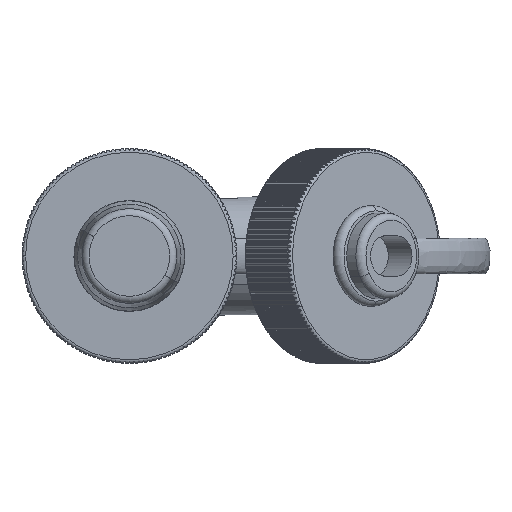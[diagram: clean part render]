
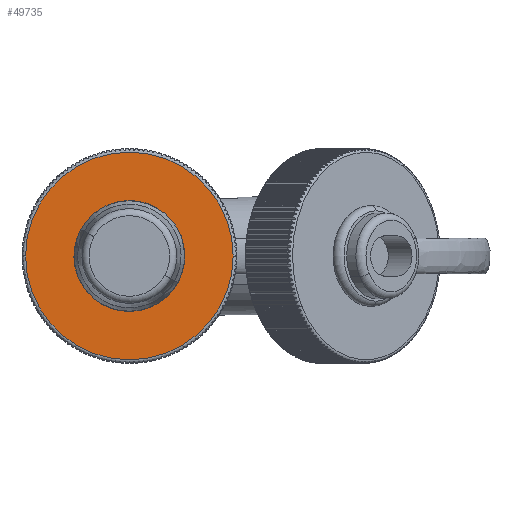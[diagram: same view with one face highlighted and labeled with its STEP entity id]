
A CAD part, front view. The second image highlights one B-rep face of the part: STEP entity #49735.
In plain terms, the highlighted planar face has unit normal (0, -1, 0).
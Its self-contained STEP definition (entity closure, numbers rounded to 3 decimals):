
#20071=CARTESIAN_POINT('Vertex',(-14.5,-22.9,0.)) ;
#20074=CARTESIAN_POINT('Axis2P3D Location',(0.,-22.9,0.)) ;
#20078=CARTESIAN_POINT('Vertex',(14.5,-22.9,0.)) ;
#39679=CARTESIAN_POINT('Axis2P3D Location',(0.,-22.9,0.)) ;
#49708=CARTESIAN_POINT('Axis2P3D Location',(-8.65,-22.9,0.)) ;
#49717=CARTESIAN_POINT('Axis2P3D Location',(0.,-22.9,0.)) ;
#49721=CARTESIAN_POINT('Vertex',(6.362,-22.9,-3.476)) ;
#49723=CARTESIAN_POINT('Vertex',(-6.362,-22.9,3.476)) ;
#49726=CARTESIAN_POINT('Axis2P3D Location',(0.,-22.9,0.)) ;
#20075=DIRECTION('Axis2P3D Direction',(0.,-1.,0.)) ;
#39680=DIRECTION('Axis2P3D Direction',(0.,-1.,0.)) ;
#49709=DIRECTION('Axis2P3D Direction',(0.,-1.,0.)) ;
#49710=DIRECTION('Axis2P3D XDirection',(0.,0.,-1.)) ;
#49718=DIRECTION('Axis2P3D Direction',(0.,-1.,0.)) ;
#49727=DIRECTION('Axis2P3D Direction',(0.,-1.,0.)) ;
#20076=AXIS2_PLACEMENT_3D('Circle Axis2P3D',#20074,#20075,$) ;
#39681=AXIS2_PLACEMENT_3D('Circle Axis2P3D',#39679,#39680,$) ;
#49711=AXIS2_PLACEMENT_3D('Plane Axis2P3D',#49708,#49709,#49710) ;
#49719=AXIS2_PLACEMENT_3D('Circle Axis2P3D',#49717,#49718,$) ;
#49728=AXIS2_PLACEMENT_3D('Circle Axis2P3D',#49726,#49727,$) ;
#20077=CIRCLE('generated circle',#20076,14.5) ;
#39682=CIRCLE('generated circle',#39681,14.5) ;
#49720=CIRCLE('generated circle',#49719,7.25) ;
#49729=CIRCLE('generated circle',#49728,7.25) ;
#49712=PLANE('',#49711) ;
#49734=FACE_BOUND('',#49731,.T.) ;
#20080=EDGE_CURVE('',#20079,#20072,#20077,.T.) ;
#39683=EDGE_CURVE('',#20072,#20079,#39682,.T.) ;
#49725=EDGE_CURVE('',#49722,#49724,#49720,.T.) ;
#49730=EDGE_CURVE('',#49724,#49722,#49729,.T.) ;
#49714=ORIENTED_EDGE('',*,*,#20080,.T.) ;
#49715=ORIENTED_EDGE('',*,*,#39683,.T.) ;
#49732=ORIENTED_EDGE('',*,*,#49725,.F.) ;
#49733=ORIENTED_EDGE('',*,*,#49730,.F.) ;
#49713=EDGE_LOOP('',(#49714,#49715)) ;
#49731=EDGE_LOOP('',(#49732,#49733)) ;
#20072=VERTEX_POINT('',#20071) ;
#20079=VERTEX_POINT('',#20078) ;
#49722=VERTEX_POINT('',#49721) ;
#49724=VERTEX_POINT('',#49723) ;
#49735=ADVANCED_FACE('PartBody',(#49716,#49734),#49712,.T.) ;
#49716=FACE_OUTER_BOUND('',#49713,.T.) ;
